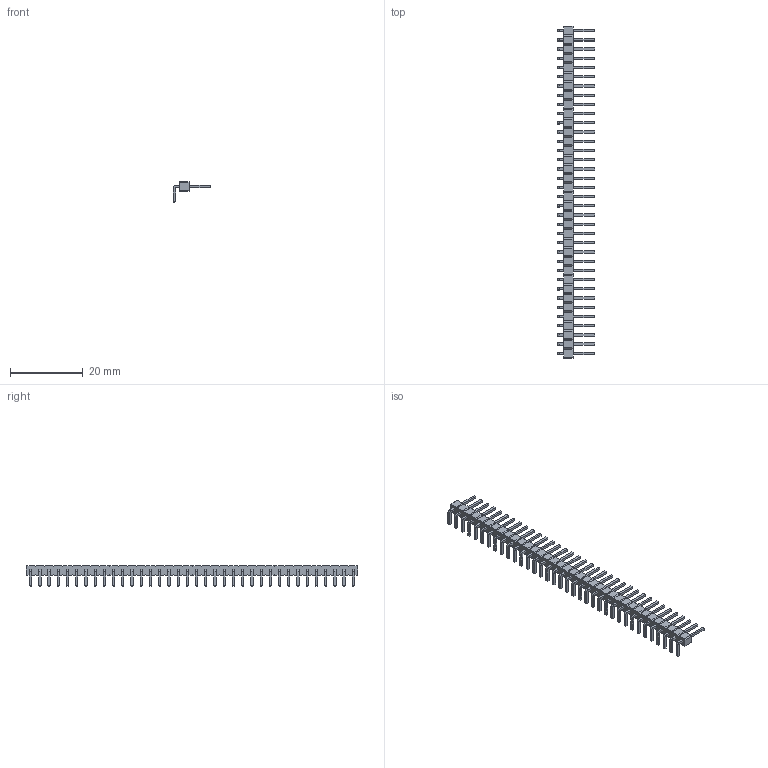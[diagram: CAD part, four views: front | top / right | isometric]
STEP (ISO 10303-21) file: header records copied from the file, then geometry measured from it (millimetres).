
FILE_DESCRIPTION(/* description */ ('model of PinHeader_1x36_P2.54mm_Horizontal'),/* implementation_level */ '2;1');
FILE_NAME(/* name */ 'PinHeader_1x36_P2.54mm_Horizontal.step',/* time_stamp */ '2018-01-24T13:04:41',/* author */ ('kicad StepUp','ksu'),/* organization */ ('FreeCAD'),/* preprocessor_version */ 'OCC',/* originating_system */ 'kicad StepUp',/* authorisation */ '');
FILE_SCHEMA(('AUTOMOTIVE_DESIGN { 1 0 10303 214 1 1 1 1 }'));
Length unit declared in the file: millimetre
Products named in the file (2): PinHeader_1x36_P254mm_Horizontal; Shape0_962939768248
Bounding box: 10.36 x 91.44 x 5.54 mm (x, y, z)
Volume: 785.2 mm3; surface area: 2283.9 mm2
Topology: 37 solids, 37 shells, 832 faces, 1986 edges, 1228 vertices
Faces by surface type: plane 796, cylinder 36
Entity records: 14951 total; most frequent: ORIENTED_EDGE 2998, CARTESIAN_POINT 2311, EDGE_CURVE 1986, LINE 1914, VERTEX_POINT 1228, AXIS2_PLACEMENT_3D 905, ADVANCED_FACE 832, FACE_BOUND 832
